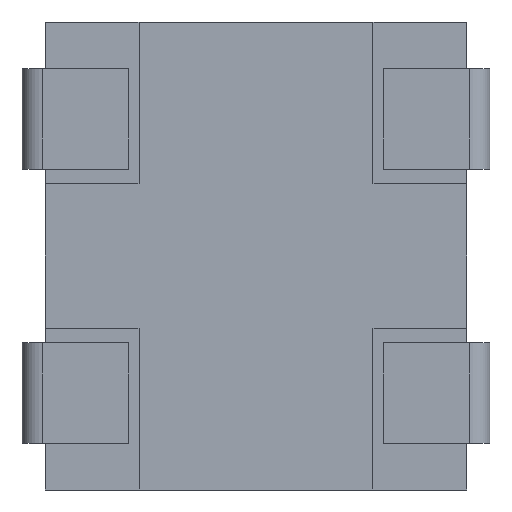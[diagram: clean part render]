
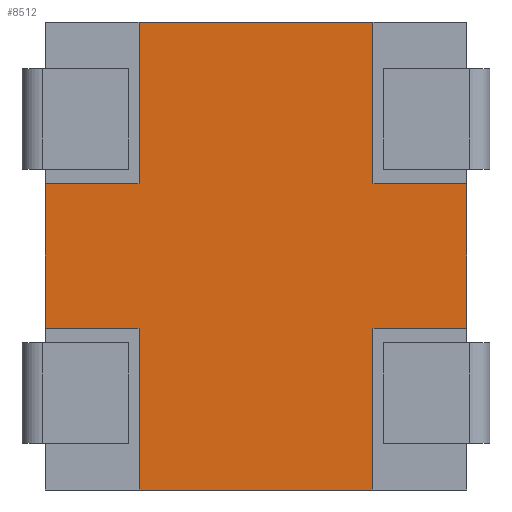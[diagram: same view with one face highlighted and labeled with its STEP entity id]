
A CAD part, front view. The second image highlights one B-rep face of the part: STEP entity #8512.
In plain terms, the highlighted planar face has unit normal (0, -1, 0).
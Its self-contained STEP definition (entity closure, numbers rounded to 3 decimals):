
#1264 = VERTEX_POINT ( 'NONE', #6124 ) ;
#1265 = VERTEX_POINT ( 'NONE', #6126 ) ;
#1266 = VERTEX_POINT ( 'NONE', #6128 ) ;
#1267 = VERTEX_POINT ( 'NONE', #6130 ) ;
#1284 = VERTEX_POINT ( 'NONE', #6164 ) ;
#1285 = VERTEX_POINT ( 'NONE', #6166 ) ;
#1286 = VERTEX_POINT ( 'NONE', #6168 ) ;
#1287 = VERTEX_POINT ( 'NONE', #6170 ) ;
#1646 = ORIENTED_EDGE ( 'NONE', *, *, #8838, .F. ) ;
#1709 = ORIENTED_EDGE ( 'NONE', *, *, #8891, .F. ) ;
#1731 = ORIENTED_EDGE ( 'NONE', *, *, #9075, .T. ) ;
#1732 = ORIENTED_EDGE ( 'NONE', *, *, #9146, .F. ) ;
#1735 = ORIENTED_EDGE ( 'NONE', *, *, #8893, .F. ) ;
#1828 = ORIENTED_EDGE ( 'NONE', *, *, #8933, .T. ) ;
#1829 = ORIENTED_EDGE ( 'NONE', *, *, #8972, .F. ) ;
#1830 = ORIENTED_EDGE ( 'NONE', *, *, #8935, .F. ) ;
#1831 = ORIENTED_EDGE ( 'NONE', *, *, #9011, .F. ) ;
#1832 = ORIENTED_EDGE ( 'NONE', *, *, #8936, .F. ) ;
#1833 = ORIENTED_EDGE ( 'NONE', *, *, #8948, .T. ) ;
#1834 = ORIENTED_EDGE ( 'NONE', *, *, #8967, .F. ) ;
#2114 = VERTEX_POINT ( 'NONE', #6570 ) ;
#2115 = VERTEX_POINT ( 'NONE', #6572 ) ;
#2127 = VERTEX_POINT ( 'NONE', #6596 ) ;
#2128 = VERTEX_POINT ( 'NONE', #6598 ) ;
#2532 = FACE_OUTER_BOUND ( 'NONE', #7851, .T. ) ;
#2539 = AXIS2_PLACEMENT_3D ( 'NONE', #3778, #3779, #3780 ) ;
#3777 = PLANE ( 'NONE',  #2539 ) ;
#3778 = CARTESIAN_POINT ( 'NONE',  ( 0., -0.531, 1.75 ) ) ;
#3779 = DIRECTION ( 'NONE',  ( 0., 1., 0. ) ) ;
#3780 = DIRECTION ( 'NONE',  ( 0., 0., 1. ) ) ;
#4313 = VECTOR ( 'NONE', #11662, 1000. ) ;
#4368 = VECTOR ( 'NONE', #11821, 1000. ) ;
#4369 = VECTOR ( 'NONE', #11827, 1000. ) ;
#4407 = VECTOR ( 'NONE', #11947, 1000. ) ;
#4409 = VECTOR ( 'NONE', #11953, 1000. ) ;
#4410 = VECTOR ( 'NONE', #11956, 1000. ) ;
#4422 = VECTOR ( 'NONE', #11992, 1000. ) ;
#4440 = VECTOR ( 'NONE', #12049, 1000. ) ;
#4445 = VECTOR ( 'NONE', #12064, 1000. ) ;
#4477 = VECTOR ( 'NONE', #12291, 1000. ) ;
#4532 = VECTOR ( 'NONE', #12567, 1000. ) ;
#6124 = CARTESIAN_POINT ( 'NONE',  ( -0.875, -0.531, -1.75 ) ) ;
#6126 = CARTESIAN_POINT ( 'NONE',  ( -0.875, -0.531, -0.539 ) ) ;
#6128 = CARTESIAN_POINT ( 'NONE',  ( -0.875, -0.531, 1.75 ) ) ;
#6130 = CARTESIAN_POINT ( 'NONE',  ( -0.875, -0.531, 0.539 ) ) ;
#6164 = CARTESIAN_POINT ( 'NONE',  ( 0.875, -0.531, 1.75 ) ) ;
#6166 = CARTESIAN_POINT ( 'NONE',  ( 0.875, -0.531, 0.539 ) ) ;
#6168 = CARTESIAN_POINT ( 'NONE',  ( 0.875, -0.531, -1.75 ) ) ;
#6170 = CARTESIAN_POINT ( 'NONE',  ( 0.875, -0.531, -0.539 ) ) ;
#6570 = CARTESIAN_POINT ( 'NONE',  ( 1.575, -0.531, -0.539 ) ) ;
#6572 = CARTESIAN_POINT ( 'NONE',  ( 1.575, -0.531, 0.539 ) ) ;
#6596 = CARTESIAN_POINT ( 'NONE',  ( -1.575, -0.531, 0.539 ) ) ;
#6598 = CARTESIAN_POINT ( 'NONE',  ( -1.575, -0.531, -0.539 ) ) ;
#7851 = EDGE_LOOP ( 'NONE', ( #1828, #1829, #1830, #1831, #1832, #1834, #1732, #1833, #1709, #1646, #1735, #1731 ) ) ;
#8512 = ADVANCED_FACE ( 'NONE', ( #2532 ), #3777, .F. ) ;
#8838 = EDGE_CURVE ( 'NONE', #2128, #2127, #11660, .T. ) ;
#8891 = EDGE_CURVE ( 'NONE', #2127, #1267, #11819, .T. ) ;
#8893 = EDGE_CURVE ( 'NONE', #1265, #2128, #11825, .T. ) ;
#8933 = EDGE_CURVE ( 'NONE', #1264, #1286, #11945, .T. ) ;
#8935 = EDGE_CURVE ( 'NONE', #2114, #1287, #11951, .T. ) ;
#8936 = EDGE_CURVE ( 'NONE', #1285, #2115, #11954, .T. ) ;
#8948 = EDGE_CURVE ( 'NONE', #1266, #1267, #11990, .T. ) ;
#8967 = EDGE_CURVE ( 'NONE', #1284, #1285, #12047, .T. ) ;
#8972 = EDGE_CURVE ( 'NONE', #1287, #1286, #12062, .T. ) ;
#9011 = EDGE_CURVE ( 'NONE', #2115, #2114, #12289, .T. ) ;
#9075 = EDGE_CURVE ( 'NONE', #1265, #1264, #12565, .T. ) ;
#9146 = EDGE_CURVE ( 'NONE', #1266, #1284, #13166, .T. ) ;
#11660 = LINE ( 'NONE', #11661, #4313 ) ;
#11661 = CARTESIAN_POINT ( 'NONE',  ( -1.575, -0.531, 0.539 ) ) ;
#11662 = DIRECTION ( 'NONE',  ( 0., 0., 1. ) ) ;
#11819 = LINE ( 'NONE', #11820, #4368 ) ;
#11820 = CARTESIAN_POINT ( 'NONE',  ( -1.575, -0.531, 0.539 ) ) ;
#11821 = DIRECTION ( 'NONE',  ( 1., 0., 0. ) ) ;
#11825 = LINE ( 'NONE', #11826, #4369 ) ;
#11826 = CARTESIAN_POINT ( 'NONE',  ( -1.575, -0.531, -0.539 ) ) ;
#11827 = DIRECTION ( 'NONE',  ( -1., 0., 0. ) ) ;
#11945 = LINE ( 'NONE', #11946, #4407 ) ;
#11946 = CARTESIAN_POINT ( 'NONE',  ( 0., -0.531, -1.75 ) ) ;
#11947 = DIRECTION ( 'NONE',  ( 1., 0., 0. ) ) ;
#11951 = LINE ( 'NONE', #11952, #4409 ) ;
#11952 = CARTESIAN_POINT ( 'NONE',  ( 1.575, -0.531, -0.539 ) ) ;
#11953 = DIRECTION ( 'NONE',  ( -1., 0., 0. ) ) ;
#11954 = LINE ( 'NONE', #11955, #4410 ) ;
#11955 = CARTESIAN_POINT ( 'NONE',  ( 1.575, -0.531, 0.539 ) ) ;
#11956 = DIRECTION ( 'NONE',  ( 1., 0., 0. ) ) ;
#11990 = LINE ( 'NONE', #11991, #4422 ) ;
#11991 = CARTESIAN_POINT ( 'NONE',  ( -0.875, -0.531, 1.75 ) ) ;
#11992 = DIRECTION ( 'NONE',  ( 0., 0., -1. ) ) ;
#12047 = LINE ( 'NONE', #12048, #4440 ) ;
#12048 = CARTESIAN_POINT ( 'NONE',  ( 0.875, -0.531, 1.75 ) ) ;
#12049 = DIRECTION ( 'NONE',  ( 0., 0., -1. ) ) ;
#12062 = LINE ( 'NONE', #12063, #4445 ) ;
#12063 = CARTESIAN_POINT ( 'NONE',  ( 0.875, -0.531, 1.75 ) ) ;
#12064 = DIRECTION ( 'NONE',  ( 0., 0., -1. ) ) ;
#12289 = LINE ( 'NONE', #12290, #4477 ) ;
#12290 = CARTESIAN_POINT ( 'NONE',  ( 1.575, -0.531, 0.539 ) ) ;
#12291 = DIRECTION ( 'NONE',  ( 0., 0., -1. ) ) ;
#12565 = LINE ( 'NONE', #12566, #4532 ) ;
#12566 = CARTESIAN_POINT ( 'NONE',  ( -0.875, -0.531, 1.75 ) ) ;
#12567 = DIRECTION ( 'NONE',  ( 0., 0., -1. ) ) ;
#13166 = LINE ( 'NONE', #13167, #13794 ) ;
#13167 = CARTESIAN_POINT ( 'NONE',  ( 0., -0.531, 1.75 ) ) ;
#13168 = DIRECTION ( 'NONE',  ( 1., 0., 0. ) ) ;
#13794 = VECTOR ( 'NONE', #13168, 1000. ) ;
